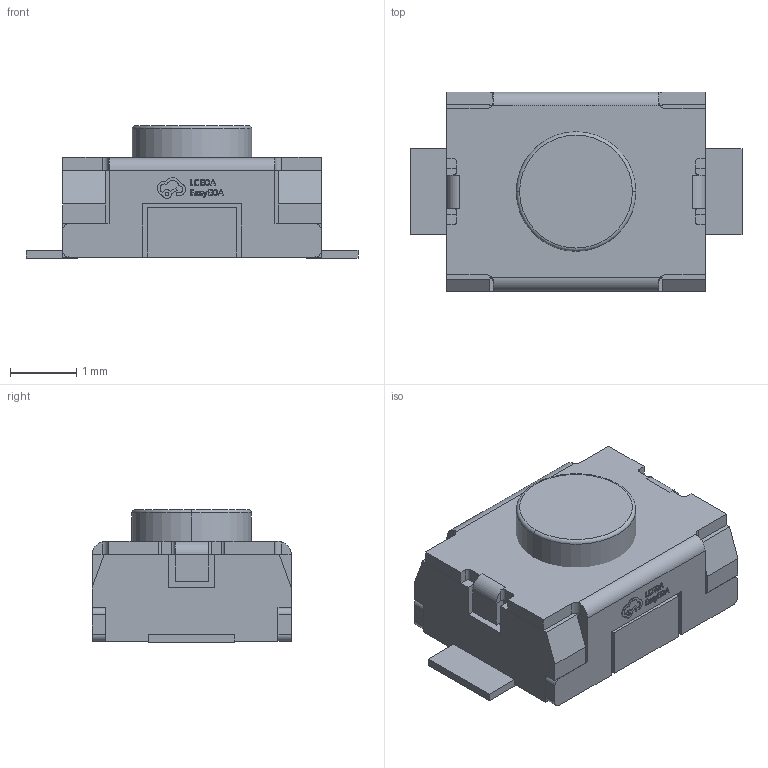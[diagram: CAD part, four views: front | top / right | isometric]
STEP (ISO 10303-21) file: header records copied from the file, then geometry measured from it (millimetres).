
FILE_DESCRIPTION (( 'STEP AP214' ), '1' );
FILE_NAME ('KEY-SMD_L3.9-W3.0-LS5.0_1.STEP', '2023-10-21T14:13:17', ( '' ), ( '' ), 'SwSTEP 2.0', 'SolidWorks 2020', '' );
FILE_SCHEMA (( 'AUTOMOTIVE_DESIGN' ));
Length unit declared in the file: millimetre
Products named in the file (1): KEY-SMD_L3.9-W3.0-LS5.0_1
Bounding box: 5 x 3.01 x 2 mm (x, y, z)
Volume: 18.5 mm3; surface area: 82.9 mm2
Topology: 2 solids, 2 shells, 375 faces, 1027 edges, 676 vertices
Faces by surface type: plane 245, bspline 98, cylinder 30, torus 2
Entity records: 16449 total; most frequent: CARTESIAN_POINT 3385, ORIENTED_EDGE 2054, DIRECTION 1455, EDGE_CURVE 1027, LINE 755, VECTOR 755, VERTEX_POINT 676, EDGE_LOOP 397
